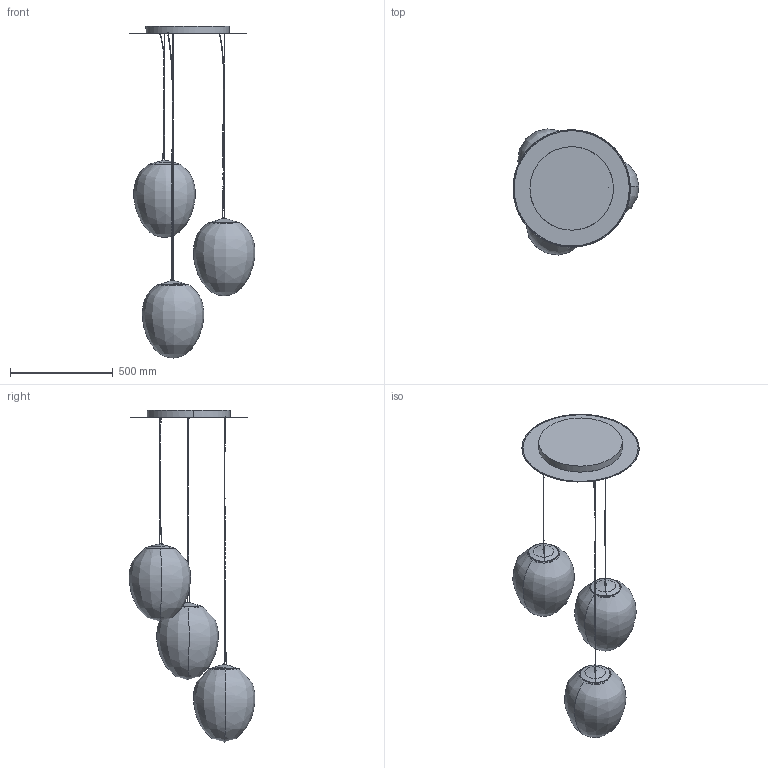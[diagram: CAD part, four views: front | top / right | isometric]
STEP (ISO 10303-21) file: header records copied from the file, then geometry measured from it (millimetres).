
FILE_DESCRIPTION(/* description */ (''),/* implementation_level */ '2;1');
FILE_NAME(/* name */ 'Stellar Nebula Cluster Circular',/* time_stamp */ '2022-12-01T15:49:40+01:00',/* author */ (''),/* organization */ (''),/* preprocessor_version */ 'ST-DEVELOPER v16.5',/* originating_system */ 'Rhino 7.22',/* authorisation */ '');
FILE_SCHEMA (('AUTOMOTIVE_DESIGN'));
Length unit declared in the file: millimetre
Products named in the file (1): Document
Bounding box: 610.93 x 611.72 x 1612.63 mm (x, y, z)
Volume: 10644324.5 mm3; surface area: 2791623.9 mm2
Topology: 37 solids, 37 shells, 1786 faces, 4988 edges, 3260 vertices
Faces by surface type: plane 1314, bspline 270, cylinder 202
Entity records: 60423 total; most frequent: CARTESIAN_POINT 27866, ORIENTED_EDGE 9804, EDGE_CURVE 4902, B_SPLINE_CURVE_WITH_KNOTS 4166, VERTEX_POINT 3248, EDGE_LOOP 1862, ADVANCED_FACE 1786, FACE_OUTER_BOUND 1786
